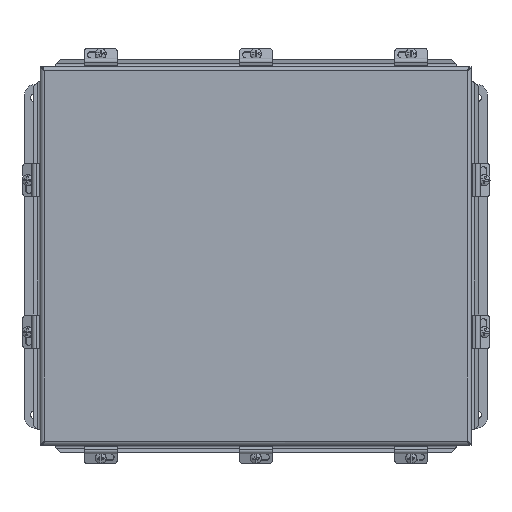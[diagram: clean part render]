
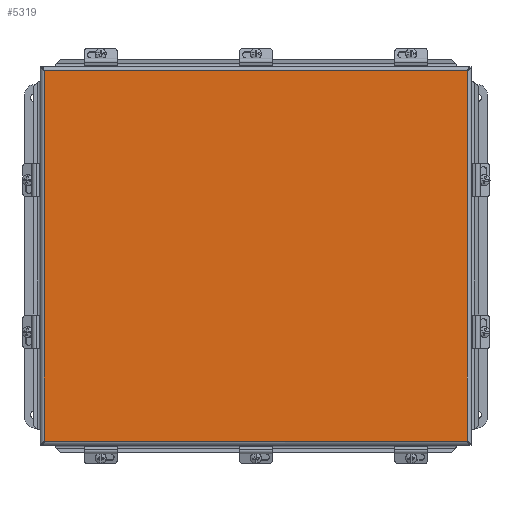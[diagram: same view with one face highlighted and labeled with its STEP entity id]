
A CAD part, top view. The second image highlights one B-rep face of the part: STEP entity #5319.
In plain terms, the highlighted face is planar.
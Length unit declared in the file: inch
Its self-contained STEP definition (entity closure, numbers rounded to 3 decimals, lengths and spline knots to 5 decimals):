
#715=PLANE('',#5896);
#948=LINE('',#8440,#1405);
#993=LINE('',#8722,#1450);
#1077=LINE('',#9118,#1534);
#1078=LINE('',#9120,#1535);
#1405=VECTOR('',#6668,0.3937);
#1450=VECTOR('',#6763,0.3937);
#1534=VECTOR('',#6997,0.3937);
#1535=VECTOR('',#7000,0.3937);
#1946=FACE_OUTER_BOUND('',#2271,.T.);
#2271=EDGE_LOOP('',(#4638,#4639,#4640,#4641));
#2721=VERTEX_POINT('',#8146);
#2758=VERTEX_POINT('',#8309);
#2786=VERTEX_POINT('',#8439);
#2806=VERTEX_POINT('',#8622);
#3291=EDGE_CURVE('',#2786,#2758,#948,.T.);
#3354=EDGE_CURVE('',#2721,#2806,#993,.T.);
#3466=EDGE_CURVE('',#2758,#2721,#1077,.T.);
#3467=EDGE_CURVE('',#2806,#2786,#1078,.T.);
#4638=ORIENTED_EDGE('',*,*,#3291,.T.);
#4639=ORIENTED_EDGE('',*,*,#3466,.T.);
#4640=ORIENTED_EDGE('',*,*,#3354,.T.);
#4641=ORIENTED_EDGE('',*,*,#3467,.T.);
#5319=ADVANCED_FACE('',(#1946),#715,.F.);
#5896=AXIS2_PLACEMENT_3D('',#9122,#7003,#7004);
#6668=DIRECTION('',(0.,-1.,0.));
#6763=DIRECTION('',(0.,1.,0.));
#6997=DIRECTION('',(-1.,0.,0.));
#7000=DIRECTION('',(1.,0.,0.));
#7003=DIRECTION('center_axis',(0.,0.,1.));
#7004=DIRECTION('ref_axis',(1.,0.,0.));
#8146=CARTESIAN_POINT('',(0.15275,0.15275,0.));
#8309=CARTESIAN_POINT('',(14.15975,0.15275,0.));
#8439=CARTESIAN_POINT('',(14.15975,16.15975,0.));
#8440=CARTESIAN_POINT('',(14.15975,12.158,0.));
#8622=CARTESIAN_POINT('',(0.15275,16.15975,0.));
#8722=CARTESIAN_POINT('',(0.15275,4.1545,0.));
#9118=CARTESIAN_POINT('',(10.658,0.15275,0.));
#9120=CARTESIAN_POINT('',(3.6545,16.15975,0.));
#9122=CARTESIAN_POINT('Origin',(7.15625,8.15625,0.));
